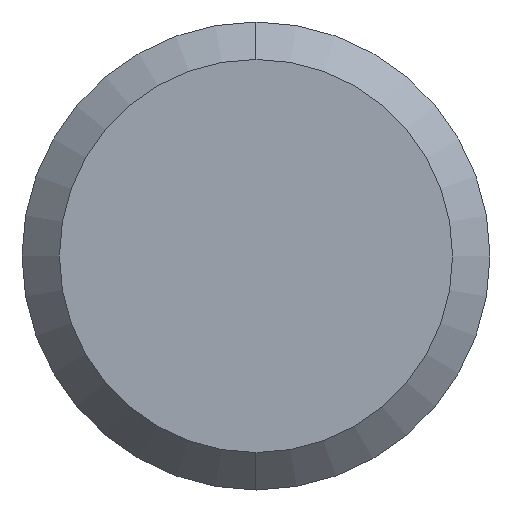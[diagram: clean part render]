
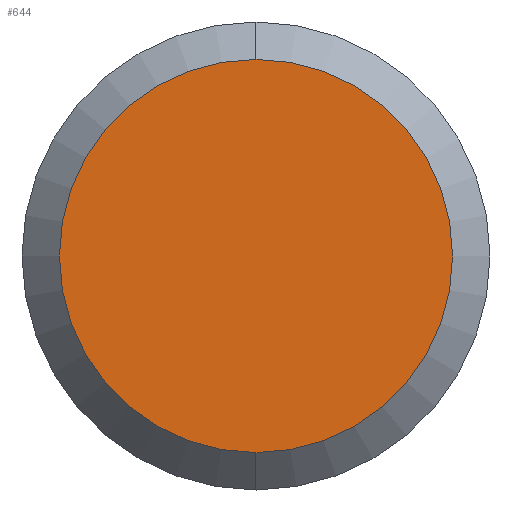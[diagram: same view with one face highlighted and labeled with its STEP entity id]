
A CAD part, left-side view. The second image highlights one B-rep face of the part: STEP entity #644.
In plain terms, the highlighted planar face has unit normal (-1, 0, 0).
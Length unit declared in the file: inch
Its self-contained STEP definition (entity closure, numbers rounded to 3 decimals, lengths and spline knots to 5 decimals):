
#114 = CARTESIAN_POINT ( 'NONE',  ( 0., 0., 0. ) ) ;
#129 = AXIS2_PLACEMENT_3D ( 'NONE', #114, #865, #229 ) ;
#203 = DIRECTION ( 'NONE',  ( 0., 0., 1. ) ) ;
#209 = CARTESIAN_POINT ( 'NONE',  ( 0., 0., 0. ) ) ;
#229 = DIRECTION ( 'NONE',  ( 0., 0., -1. ) ) ;
#315 = DIRECTION ( 'NONE',  ( 0., 0., -1. ) ) ;
#349 = ORIENTED_EDGE ( 'NONE', *, *, #703, .F. ) ;
#403 = FACE_OUTER_BOUND ( 'NONE', #827, .T. ) ;
#644 = ADVANCED_FACE ( 'NONE', ( #403 ), #725, .T. ) ;
#703 = EDGE_CURVE ( 'NONE', #803, #1035, #838, .T. ) ;
#725 = PLANE ( 'NONE',  #734 ) ;
#734 = AXIS2_PLACEMENT_3D ( 'NONE', #1244, #832, #203 ) ;
#780 = EDGE_CURVE ( 'NONE', #1035, #803, #1025, .T. ) ;
#803 = VERTEX_POINT ( 'NONE', #857 ) ;
#827 = EDGE_LOOP ( 'NONE', ( #349, #860 ) ) ;
#832 = DIRECTION ( 'NONE',  ( -1., 0., 0. ) ) ;
#838 = CIRCLE ( 'NONE', #1026, 0.105 ) ;
#857 = CARTESIAN_POINT ( 'NONE',  ( 0., 0., -0.105 ) ) ;
#860 = ORIENTED_EDGE ( 'NONE', *, *, #780, .F. ) ;
#865 = DIRECTION ( 'NONE',  ( 1., 0., 0. ) ) ;
#947 = DIRECTION ( 'NONE',  ( 1., 0., 0. ) ) ;
#1025 = CIRCLE ( 'NONE', #129, 0.105 ) ;
#1026 = AXIS2_PLACEMENT_3D ( 'NONE', #209, #947, #315 ) ;
#1035 = VERTEX_POINT ( 'NONE', #1255 ) ;
#1244 = CARTESIAN_POINT ( 'NONE',  ( 0., 0.125, 0. ) ) ;
#1255 = CARTESIAN_POINT ( 'NONE',  ( 0., 0., 0.105 ) ) ;
